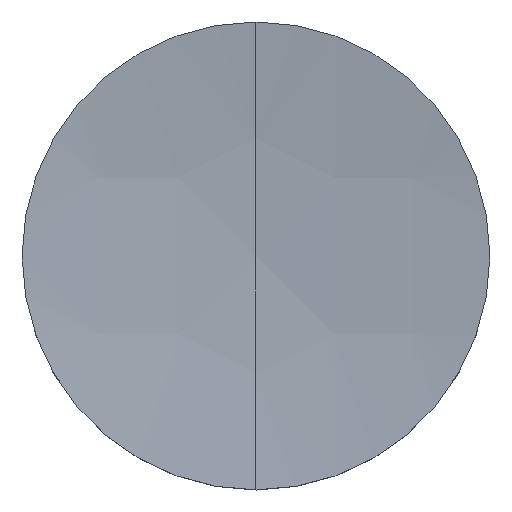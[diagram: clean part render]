
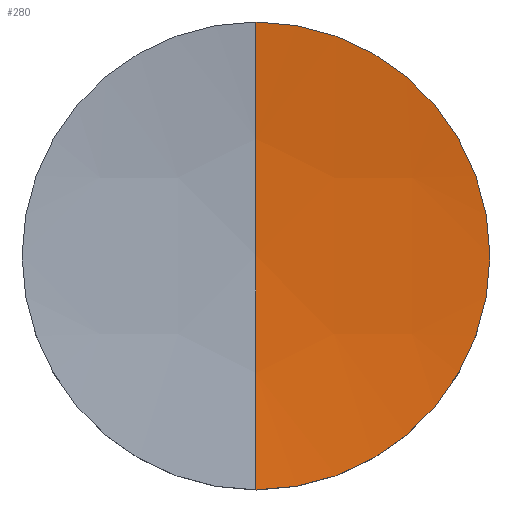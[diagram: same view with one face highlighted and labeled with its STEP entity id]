
A CAD part, top view. The second image highlights one B-rep face of the part: STEP entity #280.
In plain terms, the highlighted free-form (B-spline) face has degree [3, 3] with [4, 4] control points.
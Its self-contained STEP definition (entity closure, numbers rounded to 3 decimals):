
#2 = CARTESIAN_POINT ( 'NONE',  ( 0., 0., 3.976 ) ) ;
#7 = CARTESIAN_POINT ( 'NONE',  ( 12.808, 4.306, 3.721 ) ) ;
#18 = CARTESIAN_POINT ( 'NONE',  ( 12.7, 0., 3.976 ) ) ;
#20 = VERTEX_POINT ( 'NONE', #18 ) ;
#29 = CARTESIAN_POINT ( 'NONE',  ( 0., -12.852, 3.995 ) ) ;
#33 = CARTESIAN_POINT ( 'NONE',  ( 0., 4.306, 2.934 ) ) ;
#37 = FACE_OUTER_BOUND ( 'NONE', #46, .T. ) ;
#46 = EDGE_LOOP ( 'NONE', ( #69, #148, #243 ) ) ;
#50 = CARTESIAN_POINT ( 'NONE',  ( 0., 0., 107.5 ) ) ;
#63 = CARTESIAN_POINT ( 'NONE',  ( 0., 12.7, 3.976 ) ) ;
#65 = DIRECTION ( 'NONE',  ( 0., 0., -1. ) ) ;
#67 = DIRECTION ( 'NONE',  ( 0., 1., 0. ) ) ;
#69 = ORIENTED_EDGE ( 'NONE', *, *, #249, .F. ) ;
#85 = DIRECTION ( 'NONE',  ( 1., 0., 0. ) ) ;
#89 = CARTESIAN_POINT ( 'NONE',  ( 0., -4.306, 2.934 ) ) ;
#91 = DIRECTION ( 'NONE',  ( 0., 0., -1. ) ) ;
#94 = EDGE_CURVE ( 'NONE', #118, #201, #104, .T. ) ;
#104 = CIRCLE ( 'NONE', #255, 104.3 ) ;
#114 = CARTESIAN_POINT ( 'NONE',  ( 4.283, -4.306, 2.934 ) ) ;
#116 = EDGE_CURVE ( 'NONE', #20, #201, #151, .T. ) ;
#117 = CARTESIAN_POINT ( 'NONE',  ( 12.808, -4.306, 3.721 ) ) ;
#118 = VERTEX_POINT ( 'NONE', #63 ) ;
#148 = ORIENTED_EDGE ( 'NONE', *, *, #94, .T. ) ;
#150 =( BOUNDED_SURFACE ( )  B_SPLINE_SURFACE ( 3, 3, ( 
 ( #186, #160, #190, #211 ),
 ( #7, #166, #256, #33 ),
 ( #117, #226, #114, #89 ),
 ( #189, #253, #162, #29 ) ),
 .UNSPECIFIED., .F., .F., .T. ) 
 B_SPLINE_SURFACE_WITH_KNOTS ( ( 4, 4 ),
 ( 4, 4 ),
 ( 0., 1. ),
 ( 0., 1. ),
 .UNSPECIFIED. ) 
 GEOMETRIC_REPRESENTATION_ITEM ( )  RATIONAL_B_SPLINE_SURFACE ( (
 ( 1., 0.999, 0.999, 1.),
 ( 0.995, 0.994, 0.994, 0.995),
 ( 0.995, 0.994, 0.994, 0.995),
 ( 1., 0.999, 0.999, 1.) ) ) 
 REPRESENTATION_ITEM ( '' )  SURFACE ( )  );
#151 = CIRCLE ( 'NONE', #173, 12.7 ) ;
#155 = DIRECTION ( 'NONE',  ( -1., 0., 0. ) ) ;
#160 = CARTESIAN_POINT ( 'NONE',  ( 8.471, 12.852, 4.255 ) ) ;
#162 = CARTESIAN_POINT ( 'NONE',  ( 4.239, -12.852, 3.995 ) ) ;
#166 = CARTESIAN_POINT ( 'NONE',  ( 8.558, 4.306, 3.197 ) ) ;
#168 = DIRECTION ( 'NONE',  ( 1., 0., 0. ) ) ;
#173 = AXIS2_PLACEMENT_3D ( 'NONE', #2, #65, #85 ) ;
#186 = CARTESIAN_POINT ( 'NONE',  ( 12.678, 12.852, 4.774 ) ) ;
#189 = CARTESIAN_POINT ( 'NONE',  ( 12.678, -12.852, 4.774 ) ) ;
#190 = CARTESIAN_POINT ( 'NONE',  ( 4.239, 12.852, 3.995 ) ) ;
#198 = AXIS2_PLACEMENT_3D ( 'NONE', #230, #91, #168 ) ;
#201 = VERTEX_POINT ( 'NONE', #295 ) ;
#211 = CARTESIAN_POINT ( 'NONE',  ( 0., 12.852, 3.995 ) ) ;
#226 = CARTESIAN_POINT ( 'NONE',  ( 8.558, -4.306, 3.197 ) ) ;
#230 = CARTESIAN_POINT ( 'NONE',  ( 0., 0., 3.976 ) ) ;
#243 = ORIENTED_EDGE ( 'NONE', *, *, #116, .F. ) ;
#249 = EDGE_CURVE ( 'NONE', #118, #20, #288, .T. ) ;
#253 = CARTESIAN_POINT ( 'NONE',  ( 8.471, -12.852, 4.255 ) ) ;
#255 = AXIS2_PLACEMENT_3D ( 'NONE', #50, #155, #67 ) ;
#256 = CARTESIAN_POINT ( 'NONE',  ( 4.283, 4.306, 2.934 ) ) ;
#280 = ADVANCED_FACE ( 'NONE', ( #37 ), #150, .F. ) ;
#288 = CIRCLE ( 'NONE', #198, 12.7 ) ;
#295 = CARTESIAN_POINT ( 'NONE',  ( 0., -12.7, 3.976 ) ) ;
